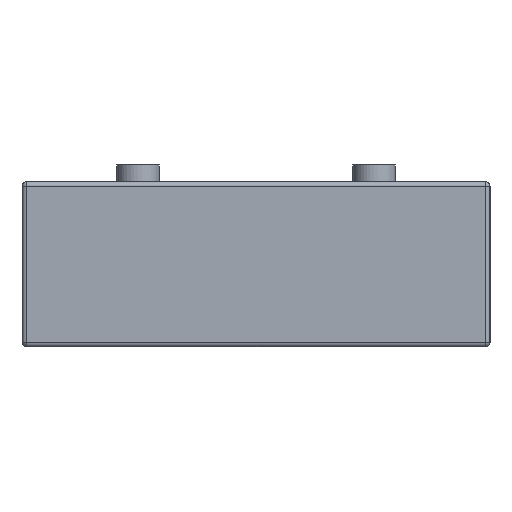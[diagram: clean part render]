
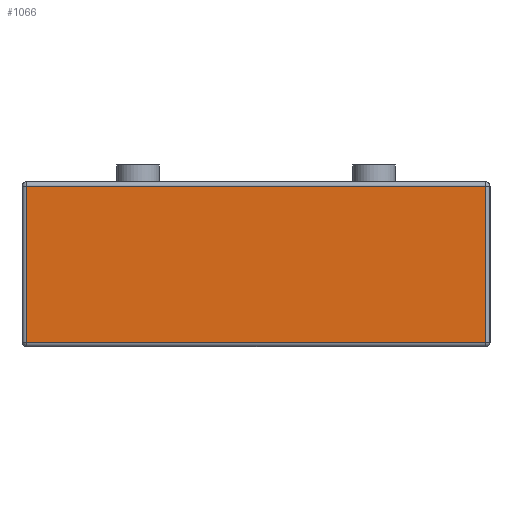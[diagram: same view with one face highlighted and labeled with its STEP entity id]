
A CAD part, front view. The second image highlights one B-rep face of the part: STEP entity #1066.
In plain terms, the highlighted planar face has unit normal (0, -1, 0).
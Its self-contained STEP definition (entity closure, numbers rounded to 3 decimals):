
#495=CARTESIAN_POINT('',(97.0,-67.5,-68.0));
#496=VERTEX_POINT('',#495);
#556=CARTESIAN_POINT('',(-97.,-67.5,-68.0));
#557=VERTEX_POINT('',#556);
#598=CARTESIAN_POINT('',(97.0,-67.5,-2.0));
#599=VERTEX_POINT('',#598);
#690=CARTESIAN_POINT('',(-97.,-67.5,-2.0));
#691=VERTEX_POINT('',#690);
#815=CARTESIAN_POINT('',(-97.,-67.5,-2.0));
#816=DIRECTION('',(1.0,0.0,0.0));
#817=VECTOR('',#816,194.0);
#818=LINE('',#815,#817);
#819=EDGE_CURVE('',#691,#599,#818,.T.);
#830=CARTESIAN_POINT('',(-97.,-67.5,-68.0));
#831=DIRECTION('',(0.0,0.0,1.0));
#832=VECTOR('',#831,66.0);
#833=LINE('',#830,#832);
#834=EDGE_CURVE('',#557,#691,#833,.T.);
#942=CARTESIAN_POINT('',(97.0,-67.5,-2.0));
#943=DIRECTION('',(0.0,0.0,-1.0));
#944=VECTOR('',#943,66.0);
#945=LINE('',#942,#944);
#946=EDGE_CURVE('',#599,#496,#945,.T.);
#957=CARTESIAN_POINT('',(97.,-67.5,-68.0));
#958=DIRECTION('',(-1.0,0.0,0.0));
#959=VECTOR('',#958,194.0);
#960=LINE('',#957,#959);
#961=EDGE_CURVE('',#496,#557,#960,.T.);
#1055=CARTESIAN_POINT('',(-99.,-67.5,0.0));
#1056=DIRECTION('',(0.0,-1.0,0.0));
#1057=DIRECTION('',(0.0,0.0,-1.0));
#1058=AXIS2_PLACEMENT_3D('',#1055,#1056,#1057);
#1059=PLANE('',#1058);
#1060=ORIENTED_EDGE('',*,*,#819,.F.);
#1061=ORIENTED_EDGE('',*,*,#834,.F.);
#1062=ORIENTED_EDGE('',*,*,#961,.F.);
#1063=ORIENTED_EDGE('',*,*,#946,.F.);
#1064=EDGE_LOOP('',(#1060,#1061,#1062,#1063));
#1065=FACE_OUTER_BOUND('',#1064,.T.);
#1066=ADVANCED_FACE('',(#1065),#1059,.T.);
